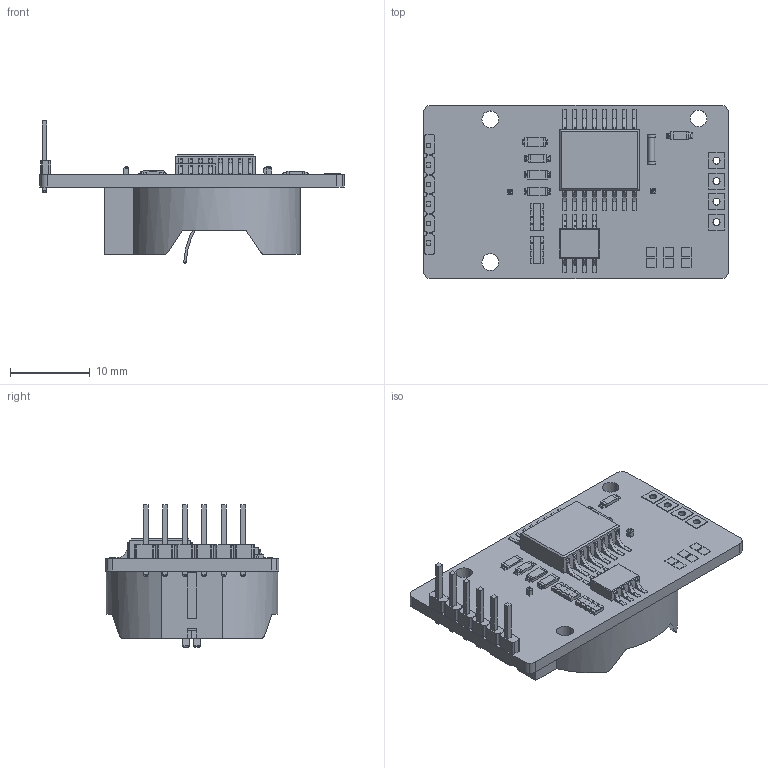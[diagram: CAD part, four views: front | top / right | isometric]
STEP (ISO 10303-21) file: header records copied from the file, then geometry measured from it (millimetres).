
FILE_DESCRIPTION (( 'STEP AP214' ), '1' );
FILE_NAME ('HW-84 v7.STEP', '2025-11-25T17:24:38', ( '' ), ( '' ), 'SwSTEP 2.0', 'SolidWorks 2025', '' );
FILE_SCHEMA (( 'AUTOMOTIVE_DESIGN' ));
Length unit declared in the file: millimetre
Products named in the file (1): HW-84 v7
Bounding box: 38.3 x 21.85 x 17.85 mm (x, y, z)
Volume: 2113 mm3; surface area: 4851.4 mm2
Topology: 107 solids, 107 shells, 1374 faces, 3367 edges, 2208 vertices
Faces by surface type: plane 856, cylinder 469, bspline 47, torus 2
Entity records: 50086 total; most frequent: CARTESIAN_POINT 8395, ORIENTED_EDGE 6734, DIRECTION 6495, EDGE_CURVE 3367, VECTOR 2379, LINE 2379, VERTEX_POINT 2208, AXIS2_PLACEMENT_3D 2058
